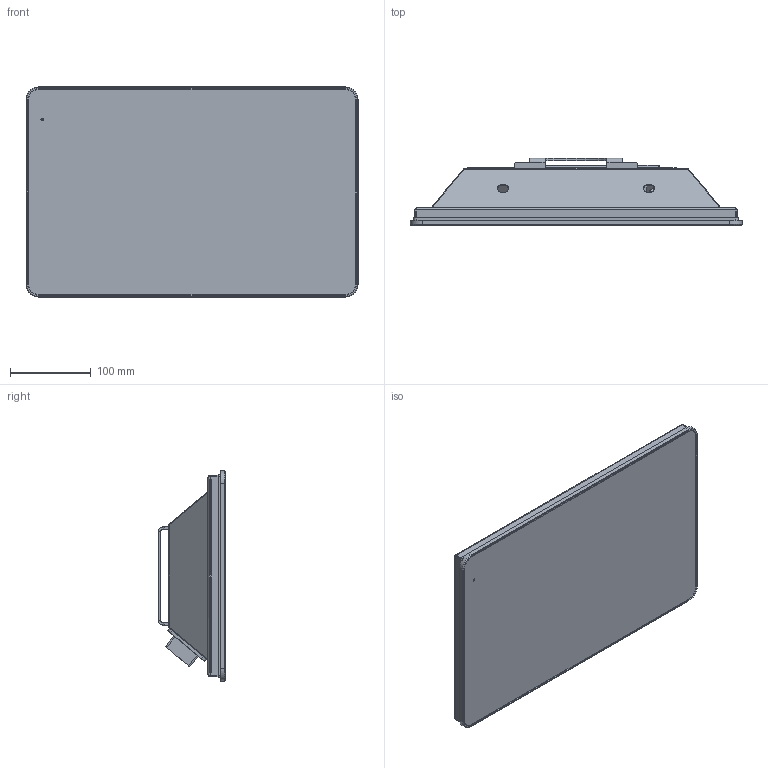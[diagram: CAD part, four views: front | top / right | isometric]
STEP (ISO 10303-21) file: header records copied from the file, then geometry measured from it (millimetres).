
FILE_DESCRIPTION (( 'STEP AP203' ), '1' );
FILE_NAME ('506-02031 66K.STEP', '2025-02-18T17:58:38', ( 'Proprietaire' ), ( '' ), 'SwSTEP 2.0', 'SolidWorks 2022', '' );
FILE_SCHEMA (( 'CONFIG_CONTROL_DESIGN' ));
Length unit declared in the file: millimetre
Products named in the file (1): 506-02031 66K
Bounding box: 411 x 82.91 x 260 mm (x, y, z)
Volume: 1277597.7 mm3; surface area: 910237.5 mm2
Topology: 1 solids, 2 shells, 790 faces, 1889 edges, 1228 vertices
Faces by surface type: plane 446, cylinder 283, cone 33, bspline 28
Full cylindrical faces by diameter (mm): 3 x1, 3.3 x8, 3.505 x1, 3.797 x24, 3.969 x2, 4.305 x32, 4.8 x2, 5.8 x2, 6.35 x1, 6.4 x47, 6.401 x8, 6.75 x24, 8 x2, 9.525 x2, 10 x2, 12 x1, 13.5 x2, 38.1 x1
Entity records: 21943 total; most frequent: CARTESIAN_POINT 4654, DIRECTION 3598, ORIENTED_EDGE 3160, EDGE_CURVE 1580, AXIS2_PLACEMENT_3D 1340, EDGE_LOOP 1208, VERTEX_POINT 1106, FACE_OUTER_BOUND 952
